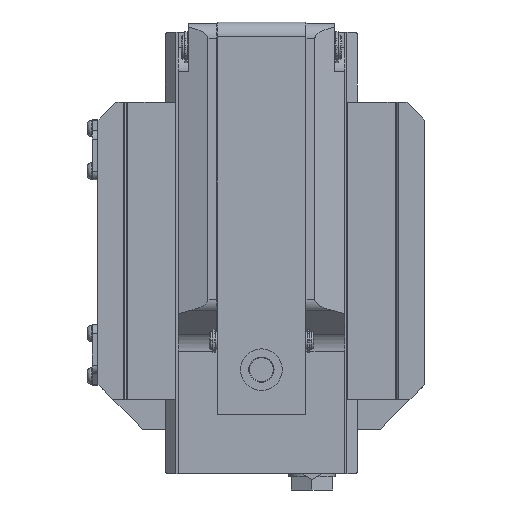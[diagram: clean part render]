
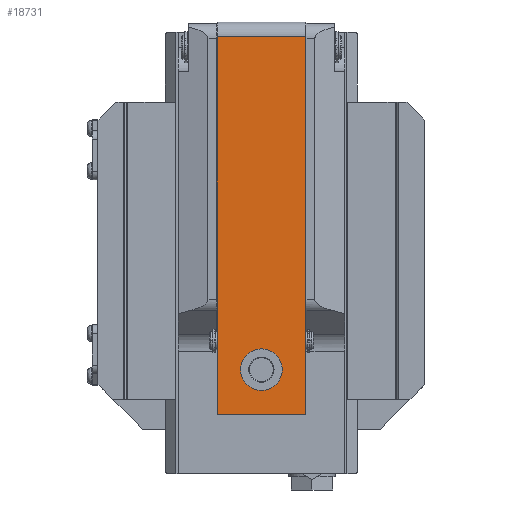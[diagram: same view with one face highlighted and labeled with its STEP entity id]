
A CAD part, left-side view. The second image highlights one B-rep face of the part: STEP entity #18731.
In plain terms, the highlighted planar face has unit normal (-1, 0, 0).
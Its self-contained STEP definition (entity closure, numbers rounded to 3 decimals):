
#3750=DIRECTION('',(0.,0.,1.));
#3751=VECTOR('',#3750,127.);
#3752=CARTESIAN_POINT('',(-121.5,14.85,-45.));
#3753=LINE('',#3752,#3751);
#3864=DIRECTION('',(0.,0.,1.));
#3865=VECTOR('',#3864,127.);
#3866=CARTESIAN_POINT('',(-121.5,-14.85,-45.));
#3867=LINE('',#3866,#3865);
#5471=DIRECTION('',(0.,-1.,0.));
#5472=VECTOR('',#5471,29.7);
#5473=CARTESIAN_POINT('',(-121.5,14.85,82.));
#5474=LINE('',#5473,#5472);
#5475=DIRECTION('',(0.,1.,0.));
#5476=VECTOR('',#5475,29.7);
#5477=CARTESIAN_POINT('',(-121.5,-14.85,-45.));
#5478=LINE('',#5477,#5476);
#5479=CARTESIAN_POINT('',(-121.5,0.,-30.));
#5480=DIRECTION('',(-1.,0.,0.));
#5481=DIRECTION('',(0.,0.,1.));
#5482=AXIS2_PLACEMENT_3D('',#5479,#5480,#5481);
#5484=CARTESIAN_POINT('',(-121.5,0.,-30.));
#5485=DIRECTION('',(-1.,0.,0.));
#5486=DIRECTION('',(0.,0.,-1.));
#5487=AXIS2_PLACEMENT_3D('',#5484,#5485,#5486);
#10899=CARTESIAN_POINT('',(-121.5,-14.85,-45.));
#10900=VERTEX_POINT('',#10899);
#10905=CARTESIAN_POINT('',(-121.5,14.85,-45.));
#10906=VERTEX_POINT('',#10905);
#10912=CARTESIAN_POINT('',(-121.5,-14.85,82.));
#10914=VERTEX_POINT('',#10912);
#10915=CARTESIAN_POINT('',(-121.5,14.85,82.));
#10916=VERTEX_POINT('',#10915);
#11237=CARTESIAN_POINT('',(-121.5,0.,-23.));
#11238=CARTESIAN_POINT('',(-121.5,0.,-37.));
#11239=VERTEX_POINT('',#11237);
#11240=VERTEX_POINT('',#11238);
#18713=CARTESIAN_POINT('',(-121.5,-14.85,-45.));
#18714=DIRECTION('',(-1.,0.,0.));
#18715=DIRECTION('',(0.,0.,1.));
#18716=AXIS2_PLACEMENT_3D('',#18713,#18714,#18715);
#18717=PLANE('',#18716);
#18718=ORIENTED_EDGE('',*,*,#18706,.T.);
#18719=ORIENTED_EDGE('',*,*,#16905,.F.);
#18721=ORIENTED_EDGE('',*,*,#18720,.T.);
#18722=ORIENTED_EDGE('',*,*,#16812,.T.);
#18723=EDGE_LOOP('',(#18718,#18719,#18721,#18722));
#18724=FACE_OUTER_BOUND('',#18723,.F.);
#18726=ORIENTED_EDGE('',*,*,#18725,.T.);
#18728=ORIENTED_EDGE('',*,*,#18727,.T.);
#18729=EDGE_LOOP('',(#18726,#18728));
#18730=FACE_BOUND('',#18729,.F.);
#18731=ADVANCED_FACE('',(#18724,#18730),#18717,.T.);
#5483=CIRCLE('',#5482,7.);
#5488=CIRCLE('',#5487,7.);
#16812=EDGE_CURVE('',#10906,#10916,#3753,.T.);
#16905=EDGE_CURVE('',#10900,#10914,#3867,.T.);
#18706=EDGE_CURVE('',#10916,#10914,#5474,.T.);
#18720=EDGE_CURVE('',#10900,#10906,#5478,.T.);
#18725=EDGE_CURVE('',#11239,#11240,#5483,.T.);
#18727=EDGE_CURVE('',#11240,#11239,#5488,.T.);
